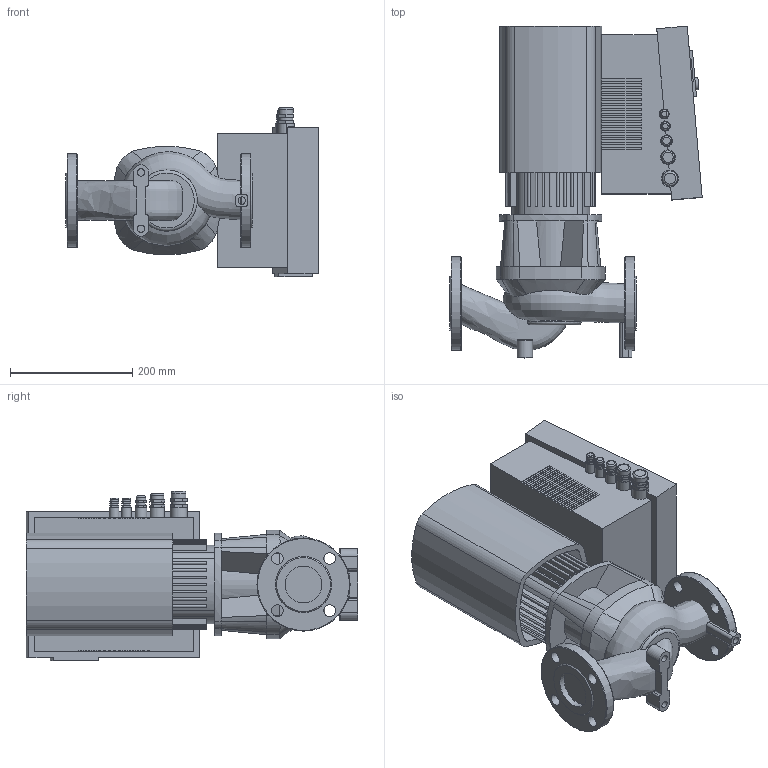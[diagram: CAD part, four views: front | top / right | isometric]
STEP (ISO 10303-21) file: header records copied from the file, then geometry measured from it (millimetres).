
FILE_DESCRIPTION(/* description */ (''),/* implementation_level */ '2;1');
FILE_NAME(/* name */ '3d_StratosGIGA2_3-120-2124491.stp',/* time_stamp */ '2022-03-01T15:14:42-06:00',/* author */ ('faliszekte'),/* organization */ (''),/* preprocessor_version */ 'ST-DEVELOPER v18.1',/* originating_system */ 'Autodesk Inventor 2021',/* authorisation */ '');
FILE_SCHEMA (('AUTOMOTIVE_DESIGN { 1 0 10303 214 3 1 1 }'));
Length unit declared in the file: inch
Products named in the file (12): 3d_StratosGIGA2_3-120-2124491; 3d_StratosGIGA2_3-120-21244911; 3d_StratosGIGA2_3-120-21244912; 3d_StratosGIGA2_3-120-21244913; 3d_StratosGIGA2_3-120-21244914; 3d_StratosGIGA2_3-120-21244915; 3d_StratosGIGA2_3-120-21244916; 3d_StratosGIGA2_3-120-21244917; 3d_StratosGIGA2_3-120-21244918; 3d_StratosGIGA2_3-120-21244919; 3d_StratosGIGA2_3-120-212449110; 3d_StratosGIGA2_3-120-212449111
Assembly tree (11 placements, depth 2):
  3d_StratosGIGA2_3-120-2124491
    3d_StratosGIGA2_3-120-21244911
    3d_StratosGIGA2_3-120-21244912
    3d_StratosGIGA2_3-120-21244913
    3d_StratosGIGA2_3-120-21244914
    3d_StratosGIGA2_3-120-21244915
    3d_StratosGIGA2_3-120-21244916
    3d_StratosGIGA2_3-120-21244917
    3d_StratosGIGA2_3-120-21244918
    3d_StratosGIGA2_3-120-21244919
    3d_StratosGIGA2_3-120-212449110
    3d_StratosGIGA2_3-120-212449111
Bounding box: 413 x 543 x 277 mm (x, y, z)
Volume: 19378323.9 mm3; surface area: 1286771 mm2
Topology: 18 solids, 18 shells, 689 faces, 1811 edges, 1177 vertices
Faces by surface type: plane 473, cylinder 147, bspline 47, torus 12, cone 10
Full cylindrical faces by diameter (mm): 12 x5, 13 x2, 15 x1, 16 x1, 19.05 x8, 20 x2, 21 x1, 23 x1, 24 x1, 60.3 x2, 65 x1, 152.4 x2
Entity records: 32195 total; most frequent: CARTESIAN_POINT 14560, ORIENTED_EDGE 3622, DIRECTION 3512, EDGE_CURVE 1811, LINE 1192, VECTOR 1192, VERTEX_POINT 1177, AXIS2_PLACEMENT_3D 1160
